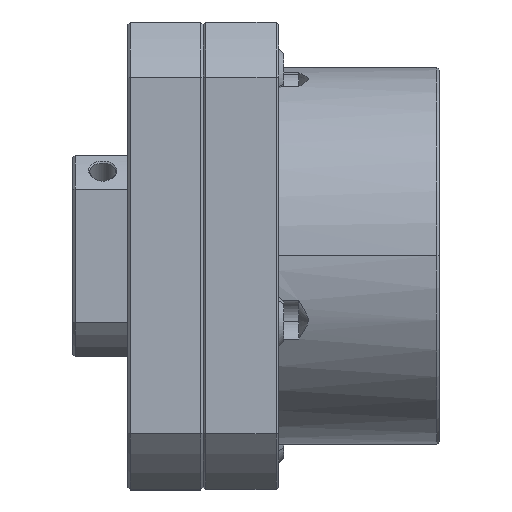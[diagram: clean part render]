
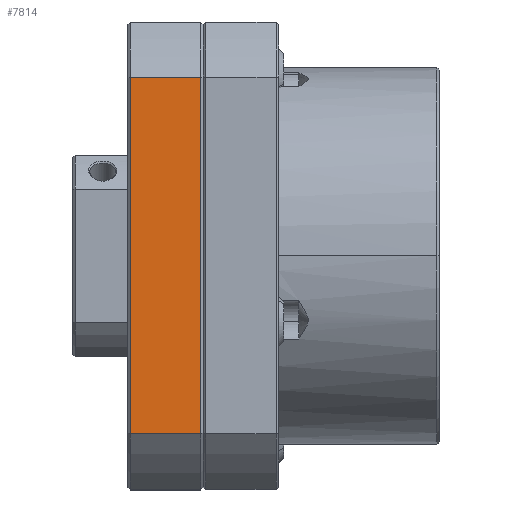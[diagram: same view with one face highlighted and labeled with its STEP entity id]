
A CAD part, top view. The second image highlights one B-rep face of the part: STEP entity #7814.
In plain terms, the highlighted planar face has unit normal (0, 0, 1).
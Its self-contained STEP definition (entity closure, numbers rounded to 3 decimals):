
#514 = DIRECTION ( 'NONE',  ( 0., 1., 0. ) ) ;
#825 = CARTESIAN_POINT ( 'NONE',  ( -14.5, 35.496, 46.5 ) ) ;
#1555 = VERTEX_POINT ( 'NONE', #18975 ) ;
#2410 = LINE ( 'NONE', #14035, #22296 ) ;
#2475 = LINE ( 'NONE', #20515, #22250 ) ;
#3088 = EDGE_CURVE ( 'NONE', #3107, #18968, #13625, .T. ) ;
#3107 = VERTEX_POINT ( 'NONE', #19420 ) ;
#3428 = FACE_OUTER_BOUND ( 'NONE', #10308, .T. ) ;
#3577 = DIRECTION ( 'NONE',  ( 0., 1., 0. ) ) ;
#3706 = CARTESIAN_POINT ( 'NONE',  ( -14.5, 20., 46.5 ) ) ;
#4982 = EDGE_CURVE ( 'NONE', #1555, #3107, #12850, .T. ) ;
#5003 = DIRECTION ( 'NONE',  ( -1., 0., 0. ) ) ;
#6260 = DIRECTION ( 'NONE',  ( 0., 0., 1. ) ) ;
#7814 = ADVANCED_FACE ( 'NONE', ( #3428 ), #7981, .T. ) ;
#7981 = PLANE ( 'NONE',  #23314 ) ;
#8531 = ORIENTED_EDGE ( 'NONE', *, *, #4982, .F. ) ;
#10064 = CARTESIAN_POINT ( 'NONE',  ( 3.15, -46.5, 46.5 ) ) ;
#10308 = EDGE_LOOP ( 'NONE', ( #15053, #25760, #8531, #25780 ) ) ;
#12073 = DIRECTION ( 'NONE',  ( -1., 0., 0. ) ) ;
#12850 = LINE ( 'NONE', #15338, #16949 ) ;
#13625 = LINE ( 'NONE', #3706, #15842 ) ;
#13782 = EDGE_CURVE ( 'NONE', #1555, #13887, #2475, .T. ) ;
#13887 = VERTEX_POINT ( 'NONE', #23392 ) ;
#14035 = CARTESIAN_POINT ( 'NONE',  ( 3.15, 35.496, 46.5 ) ) ;
#15053 = ORIENTED_EDGE ( 'NONE', *, *, #24863, .T. ) ;
#15338 = CARTESIAN_POINT ( 'NONE',  ( -57.833, -35.496, 46.5 ) ) ;
#15842 = VECTOR ( 'NONE', #3577, 1000. ) ;
#16949 = VECTOR ( 'NONE', #5003, 1000. ) ;
#18968 = VERTEX_POINT ( 'NONE', #825 ) ;
#18975 = CARTESIAN_POINT ( 'NONE',  ( -0.5, -35.496, 46.5 ) ) ;
#19420 = CARTESIAN_POINT ( 'NONE',  ( -14.5, -35.496, 46.5 ) ) ;
#20515 = CARTESIAN_POINT ( 'NONE',  ( -0.5, -46.5, 46.5 ) ) ;
#22250 = VECTOR ( 'NONE', #514, 1000. ) ;
#22296 = VECTOR ( 'NONE', #12073, 1000. ) ;
#23314 = AXIS2_PLACEMENT_3D ( 'NONE', #10064, #6260, #25814 ) ;
#23392 = CARTESIAN_POINT ( 'NONE',  ( -0.5, 35.496, 46.5 ) ) ;
#24863 = EDGE_CURVE ( 'NONE', #13887, #18968, #2410, .T. ) ;
#25760 = ORIENTED_EDGE ( 'NONE', *, *, #3088, .F. ) ;
#25780 = ORIENTED_EDGE ( 'NONE', *, *, #13782, .T. ) ;
#25814 = DIRECTION ( 'NONE',  ( 0., 1., 0. ) ) ;
